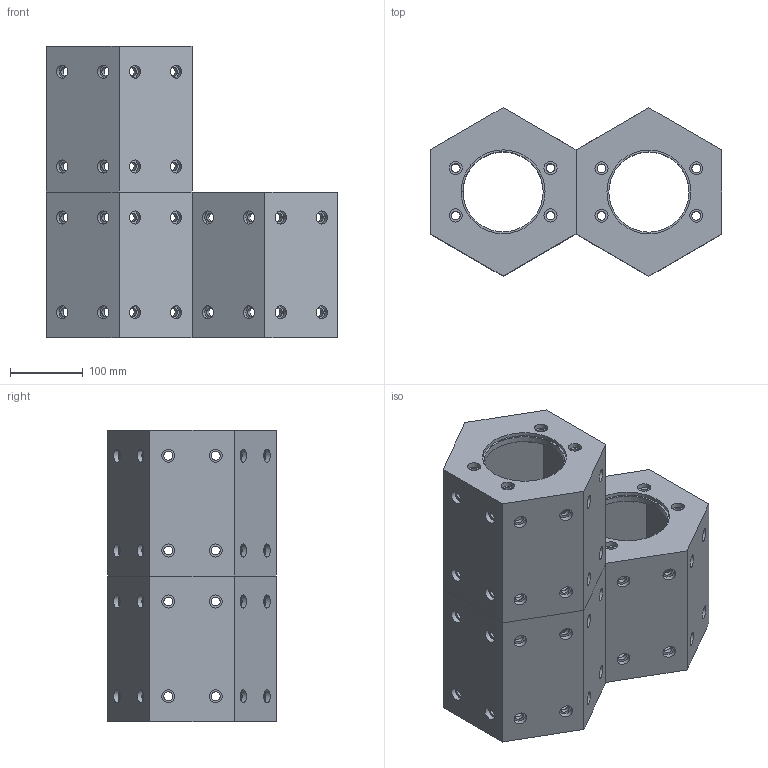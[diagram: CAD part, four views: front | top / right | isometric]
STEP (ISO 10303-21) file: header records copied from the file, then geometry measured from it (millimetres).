
FILE_DESCRIPTION(/* description */ (''),/* implementation_level */ '2;1');
FILE_NAME(/* name */ 'block_asm_3.step',/* time_stamp */ '2013-06-11T16:14:19+02:00',/* author */ (''),/* organization */ (''),/* preprocessor_version */ 'ST-DEVELOPER v14',/* originating_system */ 'SIEMENS PLM Software NX 8.0',/* authorisation */ '');
FILE_SCHEMA (('AUTOMOTIVE_DESIGN { 1 0 10303 214 3 1 1 1 }'));
Length unit declared in the file: millimetre
Products named in the file (2): block; block_asm_2
Assembly tree (3 placements, depth 2):
  block_asm_2
    block  x3
Bounding box: 400 x 230.94 x 400 mm (x, y, z)
Volume: 6093968.6 mm3; surface area: 1046881.4 mm2
Topology: 3 solids, 3 shells, 354 faces, 747 edges, 507 vertices
Faces by surface type: cylinder 204, plane 150
Full cylindrical faces by diameter (mm): 12 x96, 18 x96, 110 x6, 115 x6
Entity records: 3010 total; most frequent: DIRECTION 552, CARTESIAN_POINT 454, ORIENTED_EDGE 344, FACE_BOUND 288, EDGE_LOOP 288, AXIS2_PLACEMENT_3D 258, EDGE_CURVE 172, VERTEX_POINT 160
